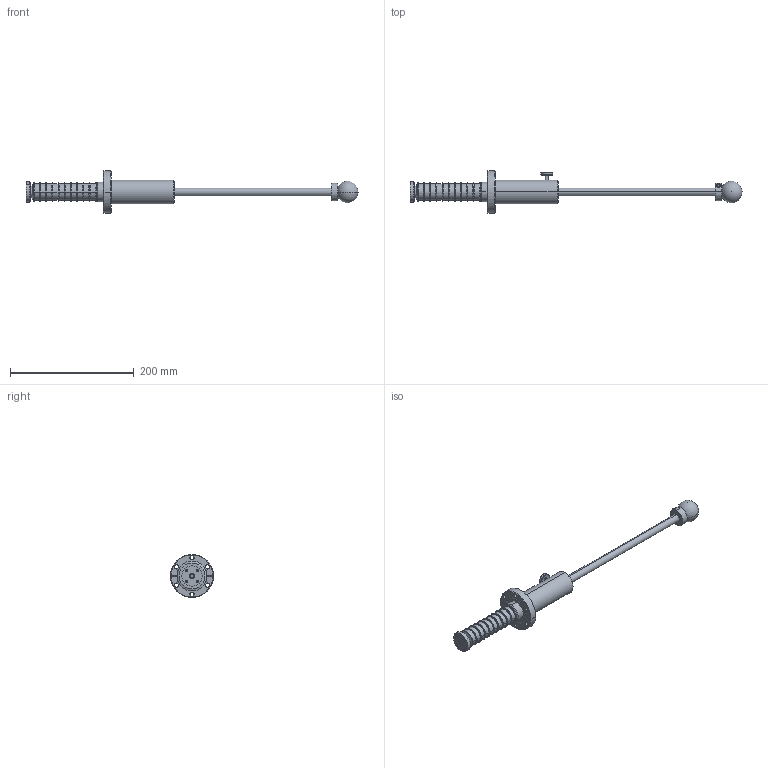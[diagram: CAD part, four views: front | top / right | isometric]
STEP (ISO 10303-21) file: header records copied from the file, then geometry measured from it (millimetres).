
FILE_DESCRIPTION (( 'STEP AP214' ), '1' );
FILE_NAME ('SN103262-01, FLML-275-50-10.STEP', '2017-10-05T15:26:28', ( 'My Thermionics' ), ( '' ), 'SwSTEP 2.0', 'SolidWorks 2010', '' );
FILE_SCHEMA (( 'AUTOMOTIVE_DESIGN' ));
Length unit declared in the file: inch
Products named in the file (1): SN103262-01, FLML-275-50-10
Bounding box: 537.62 x 69.34 x 69.34 mm (x, y, z)
Surface area: 79781.6 mm2 (no closed solid volume)
Topology: 0 solids, 43 shells, 256 faces, 663 edges, 447 vertices
Faces by surface type: cylinder 125, cone 64, plane 63, torus 2, sphere 2
Entity records: 11615 total; most frequent: CARTESIAN_POINT 1721, DIRECTION 1559, ORIENTED_EDGE 1113, AXIS2_PLACEMENT_3D 662, EDGE_CURVE 658, VERTEX_POINT 444, CIRCLE 405, EDGE_LOOP 326
